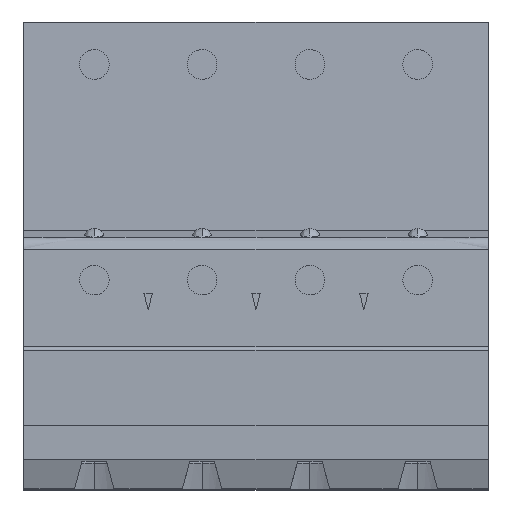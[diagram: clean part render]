
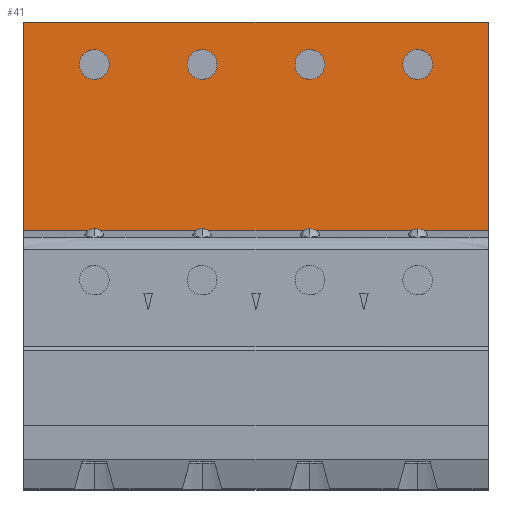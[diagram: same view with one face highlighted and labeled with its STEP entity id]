
A CAD part, top view. The second image highlights one B-rep face of the part: STEP entity #41.
In plain terms, the highlighted planar face has unit normal (0, 0.033, 0.999).
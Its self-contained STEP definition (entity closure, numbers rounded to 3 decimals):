
#41=ADVANCED_FACE($,(#775,#712,#713,#714,#715),#7937,.T.);
#712=FACE_BOUND($,#1464,.T.);
#713=FACE_BOUND($,#1465,.T.);
#714=FACE_BOUND($,#1466,.T.);
#715=FACE_BOUND($,#1467,.T.);
#775=FACE_OUTER_BOUND($,#1463,.T.);
#1463=EDGE_LOOP($,(#2261,#2262,#2263,#2264));
#1464=EDGE_LOOP($,(#2265,#2266));
#1465=EDGE_LOOP($,(#2267,#2268));
#1466=EDGE_LOOP($,(#2269,#2270));
#1467=EDGE_LOOP($,(#2271,#2272));
#2261=ORIENTED_EDGE($,*,*,#5390,.T.);
#2262=ORIENTED_EDGE($,*,*,#5387,.T.);
#2263=ORIENTED_EDGE($,*,*,#5388,.T.);
#2264=ORIENTED_EDGE($,*,*,#5389,.T.);
#2265=ORIENTED_EDGE($,*,*,#5383,.T.);
#2266=ORIENTED_EDGE($,*,*,#5384,.T.);
#2267=ORIENTED_EDGE($,*,*,#5372,.F.);
#2268=ORIENTED_EDGE($,*,*,#5371,.F.);
#2269=ORIENTED_EDGE($,*,*,#5329,.F.);
#2270=ORIENTED_EDGE($,*,*,#5328,.F.);
#2271=ORIENTED_EDGE($,*,*,#5386,.T.);
#2272=ORIENTED_EDGE($,*,*,#5385,.T.);
#5328=EDGE_CURVE($,#6894,#6895,#9717,.T.);
#5329=EDGE_CURVE($,#6895,#6894,#9718,.T.);
#5371=EDGE_CURVE($,#6932,#6933,#9728,.T.);
#5372=EDGE_CURVE($,#6933,#6932,#9729,.T.);
#5383=EDGE_CURVE($,#6943,#6944,#9736,.T.);
#5384=EDGE_CURVE($,#6944,#6943,#9737,.T.);
#5385=EDGE_CURVE($,#6945,#6946,#9738,.T.);
#5386=EDGE_CURVE($,#6946,#6945,#9739,.T.);
#5387=EDGE_CURVE($,#6947,#6948,#8539,.T.);
#5388=EDGE_CURVE($,#6948,#6949,#8540,.T.);
#5389=EDGE_CURVE($,#6949,#6950,#8541,.T.);
#5390=EDGE_CURVE($,#6950,#6947,#8542,.T.);
#6894=VERTEX_POINT($,#16489);
#6895=VERTEX_POINT($,#16490);
#6932=VERTEX_POINT($,#16527);
#6933=VERTEX_POINT($,#16528);
#6943=VERTEX_POINT($,#16538);
#6944=VERTEX_POINT($,#16539);
#6945=VERTEX_POINT($,#16540);
#6946=VERTEX_POINT($,#16541);
#6947=VERTEX_POINT($,#16542);
#6948=VERTEX_POINT($,#16543);
#6949=VERTEX_POINT($,#16544);
#6950=VERTEX_POINT($,#16545);
#7937=PLANE($,#10092);
#8539=B_SPLINE_CURVE_WITH_KNOTS($,1,(#11445,#11446),.UNSPECIFIED.,.F.,.F.,
(2,2),(0.,21.88),.UNSPECIFIED.);
#8540=B_SPLINE_CURVE_WITH_KNOTS($,1,(#11447,#11448),.UNSPECIFIED.,.F.,.F.,
(2,2),(0.,9.805),.UNSPECIFIED.);
#8541=B_SPLINE_CURVE_WITH_KNOTS($,1,(#11449,#11450),.UNSPECIFIED.,.F.,.F.,
(2,2),(0.,21.88),.UNSPECIFIED.);
#8542=B_SPLINE_CURVE_WITH_KNOTS($,1,(#11451,#11452),.UNSPECIFIED.,.F.,.F.,
(2,2),(-9.805,0.),.UNSPECIFIED.);
#9717=(
BOUNDED_CURVE()
B_SPLINE_CURVE(2,(#11264,#11265,#11266,#11267,#11268),.UNSPECIFIED.,.F.,
.F.)
B_SPLINE_CURVE_WITH_KNOTS((3,2,3),(2.2,3.3,4.399),
.UNSPECIFIED.)
CURVE()
GEOMETRIC_REPRESENTATION_ITEM()
RATIONAL_B_SPLINE_CURVE((1.,0.707,1.,0.707,1.))
REPRESENTATION_ITEM($)
);
#9718=(
BOUNDED_CURVE()
B_SPLINE_CURVE(2,(#11269,#11270,#11271,#11272,#11273),.UNSPECIFIED.,.F.,
.F.)
B_SPLINE_CURVE_WITH_KNOTS((3,2,3),(0.,1.1,2.2),
.UNSPECIFIED.)
CURVE()
GEOMETRIC_REPRESENTATION_ITEM()
RATIONAL_B_SPLINE_CURVE((1.,0.707,1.,0.707,1.))
REPRESENTATION_ITEM($)
);
#9728=(
BOUNDED_CURVE()
B_SPLINE_CURVE(2,(#11387,#11388,#11389,#11390,#11391),.UNSPECIFIED.,.F.,
.F.)
B_SPLINE_CURVE_WITH_KNOTS((3,2,3),(0.,1.1,2.2),
.UNSPECIFIED.)
CURVE()
GEOMETRIC_REPRESENTATION_ITEM()
RATIONAL_B_SPLINE_CURVE((1.,0.707,1.,0.707,1.))
REPRESENTATION_ITEM($)
);
#9729=(
BOUNDED_CURVE()
B_SPLINE_CURVE(2,(#11392,#11393,#11394,#11395,#11396),.UNSPECIFIED.,.F.,
.F.)
B_SPLINE_CURVE_WITH_KNOTS((3,2,3),(0.,1.1,2.2),
.UNSPECIFIED.)
CURVE()
GEOMETRIC_REPRESENTATION_ITEM()
RATIONAL_B_SPLINE_CURVE((1.,0.707,1.,0.707,1.))
REPRESENTATION_ITEM($)
);
#9736=(
BOUNDED_CURVE()
B_SPLINE_CURVE(2,(#11425,#11426,#11427,#11428,#11429),.UNSPECIFIED.,.F.,
.F.)
B_SPLINE_CURVE_WITH_KNOTS((3,2,3),(-4.399,-3.3,-2.2),
.UNSPECIFIED.)
CURVE()
GEOMETRIC_REPRESENTATION_ITEM()
RATIONAL_B_SPLINE_CURVE((1.,0.707,1.,0.707,1.))
REPRESENTATION_ITEM($)
);
#9737=(
BOUNDED_CURVE()
B_SPLINE_CURVE(2,(#11430,#11431,#11432,#11433,#11434),.UNSPECIFIED.,.F.,
.F.)
B_SPLINE_CURVE_WITH_KNOTS((3,2,3),(-2.2,-1.1,0.),
.UNSPECIFIED.)
CURVE()
GEOMETRIC_REPRESENTATION_ITEM()
RATIONAL_B_SPLINE_CURVE((1.,0.707,1.,0.707,1.))
REPRESENTATION_ITEM($)
);
#9738=(
BOUNDED_CURVE()
B_SPLINE_CURVE(2,(#11435,#11436,#11437,#11438,#11439),.UNSPECIFIED.,.F.,
.F.)
B_SPLINE_CURVE_WITH_KNOTS((3,2,3),(-4.399,-3.3,-2.2),
.UNSPECIFIED.)
CURVE()
GEOMETRIC_REPRESENTATION_ITEM()
RATIONAL_B_SPLINE_CURVE((1.,0.707,1.,0.707,1.))
REPRESENTATION_ITEM($)
);
#9739=(
BOUNDED_CURVE()
B_SPLINE_CURVE(2,(#11440,#11441,#11442,#11443,#11444),.UNSPECIFIED.,.F.,
.F.)
B_SPLINE_CURVE_WITH_KNOTS((3,2,3),(-4.399,-3.3,-2.2),
.UNSPECIFIED.)
CURVE()
GEOMETRIC_REPRESENTATION_ITEM()
RATIONAL_B_SPLINE_CURVE((1.,0.707,1.,0.707,1.))
REPRESENTATION_ITEM($)
);
#10092=AXIS2_PLACEMENT_3D($,#15073,#10664,$);
#10664=DIRECTION($,(0.,0.033,0.999));
#11264=CARTESIAN_POINT($,(-2.54,10.86,25.499));
#11265=CARTESIAN_POINT($,(-3.24,10.86,25.499));
#11266=CARTESIAN_POINT($,(-3.24,10.16,25.522));
#11267=CARTESIAN_POINT($,(-3.24,9.46,25.545));
#11268=CARTESIAN_POINT($,(-2.54,9.46,25.545));
#11269=CARTESIAN_POINT($,(-2.54,9.46,25.545));
#11270=CARTESIAN_POINT($,(-1.84,9.46,25.545));
#11271=CARTESIAN_POINT($,(-1.84,10.16,25.522));
#11272=CARTESIAN_POINT($,(-1.84,10.86,25.499));
#11273=CARTESIAN_POINT($,(-2.54,10.86,25.499));
#11387=CARTESIAN_POINT($,(-7.62,9.46,25.545));
#11388=CARTESIAN_POINT($,(-6.92,9.46,25.545));
#11389=CARTESIAN_POINT($,(-6.92,10.16,25.522));
#11390=CARTESIAN_POINT($,(-6.92,10.86,25.499));
#11391=CARTESIAN_POINT($,(-7.62,10.86,25.499));
#11392=CARTESIAN_POINT($,(-7.62,10.86,25.499));
#11393=CARTESIAN_POINT($,(-8.32,10.86,25.499));
#11394=CARTESIAN_POINT($,(-8.32,10.16,25.522));
#11395=CARTESIAN_POINT($,(-8.32,9.46,25.545));
#11396=CARTESIAN_POINT($,(-7.62,9.46,25.545));
#11425=CARTESIAN_POINT($,(2.54,9.46,25.545));
#11426=CARTESIAN_POINT($,(1.84,9.46,25.545));
#11427=CARTESIAN_POINT($,(1.84,10.16,25.522));
#11428=CARTESIAN_POINT($,(1.84,10.86,25.499));
#11429=CARTESIAN_POINT($,(2.54,10.86,25.499));
#11430=CARTESIAN_POINT($,(2.54,10.86,25.499));
#11431=CARTESIAN_POINT($,(3.24,10.86,25.499));
#11432=CARTESIAN_POINT($,(3.24,10.16,25.522));
#11433=CARTESIAN_POINT($,(3.24,9.46,25.545));
#11434=CARTESIAN_POINT($,(2.54,9.46,25.545));
#11435=CARTESIAN_POINT($,(7.62,9.46,25.545));
#11436=CARTESIAN_POINT($,(6.92,9.46,25.545));
#11437=CARTESIAN_POINT($,(6.92,10.16,25.522));
#11438=CARTESIAN_POINT($,(6.92,10.86,25.499));
#11439=CARTESIAN_POINT($,(7.62,10.86,25.499));
#11440=CARTESIAN_POINT($,(7.62,10.86,25.499));
#11441=CARTESIAN_POINT($,(8.32,10.86,25.499));
#11442=CARTESIAN_POINT($,(8.32,10.16,25.522));
#11443=CARTESIAN_POINT($,(8.32,9.46,25.545));
#11444=CARTESIAN_POINT($,(7.62,9.46,25.545));
#11445=CARTESIAN_POINT($,(10.94,12.16,25.456));
#11446=CARTESIAN_POINT($,(-10.94,12.16,25.456));
#11447=CARTESIAN_POINT($,(-10.94,12.16,25.456));
#11448=CARTESIAN_POINT($,(-10.94,2.36,25.781));
#11449=CARTESIAN_POINT($,(-10.94,2.36,25.781));
#11450=CARTESIAN_POINT($,(10.94,2.36,25.781));
#11451=CARTESIAN_POINT($,(10.94,2.36,25.781));
#11452=CARTESIAN_POINT($,(10.94,12.16,25.456));
#15073=CARTESIAN_POINT($,(10.94,2.36,25.781));
#16489=CARTESIAN_POINT($,(-2.54,10.86,25.499));
#16490=CARTESIAN_POINT($,(-2.54,9.46,25.545));
#16527=CARTESIAN_POINT($,(-7.62,9.46,25.545));
#16528=CARTESIAN_POINT($,(-7.62,10.86,25.499));
#16538=CARTESIAN_POINT($,(2.54,9.46,25.545));
#16539=CARTESIAN_POINT($,(2.54,10.86,25.499));
#16540=CARTESIAN_POINT($,(7.62,9.46,25.545));
#16541=CARTESIAN_POINT($,(7.62,10.86,25.499));
#16542=CARTESIAN_POINT($,(10.94,12.16,25.456));
#16543=CARTESIAN_POINT($,(-10.94,12.16,25.456));
#16544=CARTESIAN_POINT($,(-10.94,2.36,25.781));
#16545=CARTESIAN_POINT($,(10.94,2.36,25.781));
